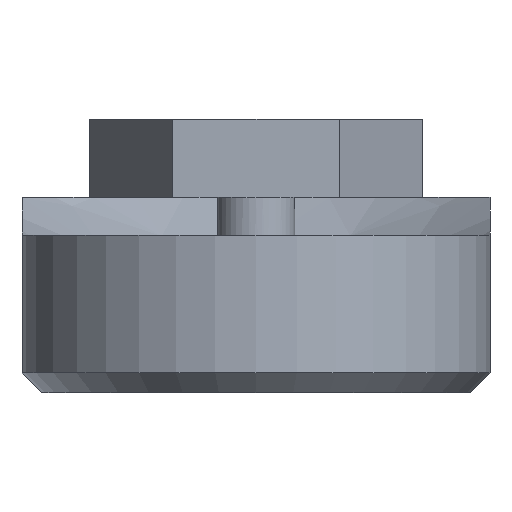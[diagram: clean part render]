
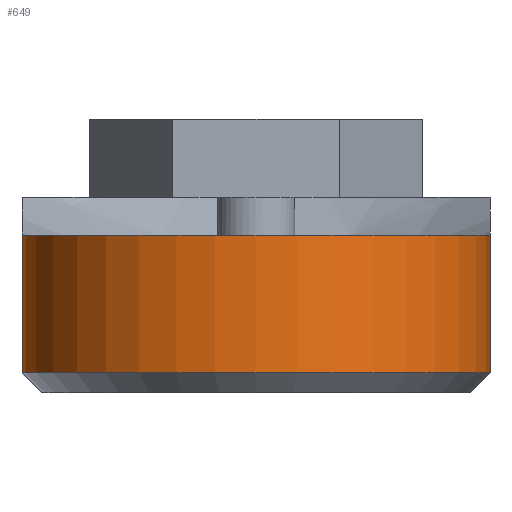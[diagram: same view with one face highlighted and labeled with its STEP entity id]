
A CAD part, front view. The second image highlights one B-rep face of the part: STEP entity #649.
In plain terms, the highlighted cylindrical face has radius 6 mm (diameter 12 mm), a partial arc.
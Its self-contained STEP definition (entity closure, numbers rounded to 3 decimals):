
#32 = PLANE('',#33);
#33 = AXIS2_PLACEMENT_3D('',#34,#35,#36);
#34 = CARTESIAN_POINT('',(94.5,67.5,-10.));
#35 = DIRECTION('',(1.,0.,0.));
#36 = DIRECTION('',(0.,1.,0.));
#118 = VERTEX_POINT('',#119);
#119 = CARTESIAN_POINT('',(94.5,67.5,-10.966));
#134 = SPHERICAL_SURFACE('',#135,12.5);
#135 = AXIS2_PLACEMENT_3D('',#136,#137,#138);
#136 = CARTESIAN_POINT('',(100.5,67.5,0.));
#137 = DIRECTION('',(-0.,-1.,0.));
#138 = DIRECTION('',(1.,0.,0.));
#150 = EDGE_CURVE('',#118,#151,#153,.T.);
#151 = VERTEX_POINT('',#152);
#152 = CARTESIAN_POINT('',(94.5,67.5,-14.5));
#153 = SURFACE_CURVE('',#154,(#158,#165),.PCURVE_S1.);
#154 = LINE('',#155,#156);
#155 = CARTESIAN_POINT('',(94.5,67.5,-10.));
#156 = VECTOR('',#157,1.);
#157 = DIRECTION('',(0.,0.,-1.));
#158 = PCURVE('',#32,#159);
#159 = DEFINITIONAL_REPRESENTATION('',(#160),#164);
#160 = LINE('',#161,#162);
#161 = CARTESIAN_POINT('',(0.,0.));
#162 = VECTOR('',#163,1.);
#163 = DIRECTION('',(0.,-1.));
#164 = ( GEOMETRIC_REPRESENTATION_CONTEXT(2) 
PARAMETRIC_REPRESENTATION_CONTEXT() REPRESENTATION_CONTEXT('2D SPACE',''
  ) );
#165 = PCURVE('',#166,#171);
#166 = CYLINDRICAL_SURFACE('',#167,6.);
#167 = AXIS2_PLACEMENT_3D('',#168,#169,#170);
#168 = CARTESIAN_POINT('',(100.5,67.5,-15.));
#169 = DIRECTION('',(0.,0.,-1.));
#170 = DIRECTION('',(-1.,0.,0.));
#171 = DEFINITIONAL_REPRESENTATION('',(#172),#176);
#172 = LINE('',#173,#174);
#173 = CARTESIAN_POINT('',(6.283,-5.));
#174 = VECTOR('',#175,1.);
#175 = DIRECTION('',(-0.,1.));
#176 = ( GEOMETRIC_REPRESENTATION_CONTEXT(2) 
PARAMETRIC_REPRESENTATION_CONTEXT() REPRESENTATION_CONTEXT('2D SPACE',''
  ) );
#225 = PLANE('',#226);
#226 = AXIS2_PLACEMENT_3D('',#227,#228,#229);
#227 = CARTESIAN_POINT('',(106.5,67.5,-10.));
#228 = DIRECTION('',(1.,0.,0.));
#229 = DIRECTION('',(0.,1.,0.));
#384 = CONICAL_SURFACE('',#385,6.,0.785);
#385 = AXIS2_PLACEMENT_3D('',#386,#387,#388);
#386 = CARTESIAN_POINT('',(100.5,67.5,-14.5));
#387 = DIRECTION('',(-0.,0.,1.));
#388 = DIRECTION('',(-1.,0.,0.));
#649 = ADVANCED_FACE('',(#650),#166,.T.);
#650 = FACE_BOUND('',#651,.T.);
#651 = EDGE_LOOP('',(#652,#677,#728,#729));
#652 = ORIENTED_EDGE('',*,*,#653,.F.);
#653 = EDGE_CURVE('',#654,#656,#658,.T.);
#654 = VERTEX_POINT('',#655);
#655 = CARTESIAN_POINT('',(106.5,67.5,-10.966));
#656 = VERTEX_POINT('',#657);
#657 = CARTESIAN_POINT('',(106.5,67.5,-14.5));
#658 = SURFACE_CURVE('',#659,(#663,#670),.PCURVE_S1.);
#659 = LINE('',#660,#661);
#660 = CARTESIAN_POINT('',(106.5,67.5,-10.));
#661 = VECTOR('',#662,1.);
#662 = DIRECTION('',(0.,0.,-1.));
#663 = PCURVE('',#166,#664);
#664 = DEFINITIONAL_REPRESENTATION('',(#665),#669);
#665 = LINE('',#666,#667);
#666 = CARTESIAN_POINT('',(3.142,-5.));
#667 = VECTOR('',#668,1.);
#668 = DIRECTION('',(0.,1.));
#669 = ( GEOMETRIC_REPRESENTATION_CONTEXT(2) 
PARAMETRIC_REPRESENTATION_CONTEXT() REPRESENTATION_CONTEXT('2D SPACE',''
  ) );
#670 = PCURVE('',#225,#671);
#671 = DEFINITIONAL_REPRESENTATION('',(#672),#676);
#672 = LINE('',#673,#674);
#673 = CARTESIAN_POINT('',(0.,0.));
#674 = VECTOR('',#675,1.);
#675 = DIRECTION('',(0.,-1.));
#676 = ( GEOMETRIC_REPRESENTATION_CONTEXT(2) 
PARAMETRIC_REPRESENTATION_CONTEXT() REPRESENTATION_CONTEXT('2D SPACE',''
  ) );
#677 = ORIENTED_EDGE('',*,*,#678,.T.);
#678 = EDGE_CURVE('',#654,#118,#679,.T.);
#679 = SURFACE_CURVE('',#680,(#685,#692),.PCURVE_S1.);
#680 = CIRCLE('',#681,6.);
#681 = AXIS2_PLACEMENT_3D('',#682,#683,#684);
#682 = CARTESIAN_POINT('',(100.5,67.5,-10.966));
#683 = DIRECTION('',(0.,0.,-1.));
#684 = DIRECTION('',(0.,1.,0.));
#685 = PCURVE('',#166,#686);
#686 = DEFINITIONAL_REPRESENTATION('',(#687),#691);
#687 = LINE('',#688,#689);
#688 = CARTESIAN_POINT('',(1.571,-4.034));
#689 = VECTOR('',#690,1.);
#690 = DIRECTION('',(1.,0.));
#691 = ( GEOMETRIC_REPRESENTATION_CONTEXT(2) 
PARAMETRIC_REPRESENTATION_CONTEXT() REPRESENTATION_CONTEXT('2D SPACE',''
  ) );
#692 = PCURVE('',#134,#693);
#693 = DEFINITIONAL_REPRESENTATION('',(#694),#727);
#694 = B_SPLINE_CURVE_WITH_KNOTS('',7,(#695,#696,#697,#698,#699,#700,
    #701,#702,#703,#704,#705,#706,#707,#708,#709,#710,#711,#712,#713,
    #714,#715,#716,#717,#718,#719,#720,#721,#722,#723,#724,#725,#726),
  .UNSPECIFIED.,.F.,.F.,(8,6,6,6,6,8),(1.571,2.356,
    2.945,3.387,4.05,4.712),
  .UNSPECIFIED.);
#695 = CARTESIAN_POINT('',(-1.07,0.));
#696 = CARTESIAN_POINT('',(-1.07,0.054));
#697 = CARTESIAN_POINT('',(-1.076,0.108));
#698 = CARTESIAN_POINT('',(-1.089,0.161));
#699 = CARTESIAN_POINT('',(-1.107,0.212));
#700 = CARTESIAN_POINT('',(-1.132,0.261));
#701 = CARTESIAN_POINT('',(-1.164,0.306));
#702 = CARTESIAN_POINT('',(-1.23,0.377));
#703 = CARTESIAN_POINT('',(-1.262,0.404));
#704 = CARTESIAN_POINT('',(-1.297,0.429));
#705 = CARTESIAN_POINT('',(-1.335,0.45));
#706 = CARTESIAN_POINT('',(-1.377,0.468));
#707 = CARTESIAN_POINT('',(-1.42,0.481));
#708 = CARTESIAN_POINT('',(-1.498,0.497));
#709 = CARTESIAN_POINT('',(-1.532,0.501));
#710 = CARTESIAN_POINT('',(-1.567,0.503));
#711 = CARTESIAN_POINT('',(-1.602,0.502));
#712 = CARTESIAN_POINT('',(-1.636,0.499));
#713 = CARTESIAN_POINT('',(-1.67,0.493));
#714 = CARTESIAN_POINT('',(-1.752,0.472));
#715 = CARTESIAN_POINT('',(-1.8,0.454));
#716 = CARTESIAN_POINT('',(-1.844,0.431));
#717 = CARTESIAN_POINT('',(-1.884,0.403));
#718 = CARTESIAN_POINT('',(-1.92,0.372));
#719 = CARTESIAN_POINT('',(-1.951,0.337));
#720 = CARTESIAN_POINT('',(-2.005,0.262));
#721 = CARTESIAN_POINT('',(-2.027,0.222));
#722 = CARTESIAN_POINT('',(-2.045,0.18));
#723 = CARTESIAN_POINT('',(-2.058,0.136));
#724 = CARTESIAN_POINT('',(-2.067,0.091));
#725 = CARTESIAN_POINT('',(-2.071,0.045));
#726 = CARTESIAN_POINT('',(-2.071,0.));
#727 = ( GEOMETRIC_REPRESENTATION_CONTEXT(2) 
PARAMETRIC_REPRESENTATION_CONTEXT() REPRESENTATION_CONTEXT('2D SPACE',''
  ) );
#728 = ORIENTED_EDGE('',*,*,#150,.T.);
#729 = ORIENTED_EDGE('',*,*,#730,.T.);
#730 = EDGE_CURVE('',#151,#656,#731,.T.);
#731 = SURFACE_CURVE('',#732,(#737,#744),.PCURVE_S1.);
#732 = CIRCLE('',#733,6.);
#733 = AXIS2_PLACEMENT_3D('',#734,#735,#736);
#734 = CARTESIAN_POINT('',(100.5,67.5,-14.5));
#735 = DIRECTION('',(0.,0.,1.));
#736 = DIRECTION('',(-1.,0.,0.));
#737 = PCURVE('',#166,#738);
#738 = DEFINITIONAL_REPRESENTATION('',(#739),#743);
#739 = LINE('',#740,#741);
#740 = CARTESIAN_POINT('',(6.283,-0.5));
#741 = VECTOR('',#742,1.);
#742 = DIRECTION('',(-1.,-0.));
#743 = ( GEOMETRIC_REPRESENTATION_CONTEXT(2) 
PARAMETRIC_REPRESENTATION_CONTEXT() REPRESENTATION_CONTEXT('2D SPACE',''
  ) );
#744 = PCURVE('',#384,#745);
#745 = DEFINITIONAL_REPRESENTATION('',(#746),#750);
#746 = LINE('',#747,#748);
#747 = CARTESIAN_POINT('',(0.,0.));
#748 = VECTOR('',#749,1.);
#749 = DIRECTION('',(1.,0.));
#750 = ( GEOMETRIC_REPRESENTATION_CONTEXT(2) 
PARAMETRIC_REPRESENTATION_CONTEXT() REPRESENTATION_CONTEXT('2D SPACE',''
  ) );
